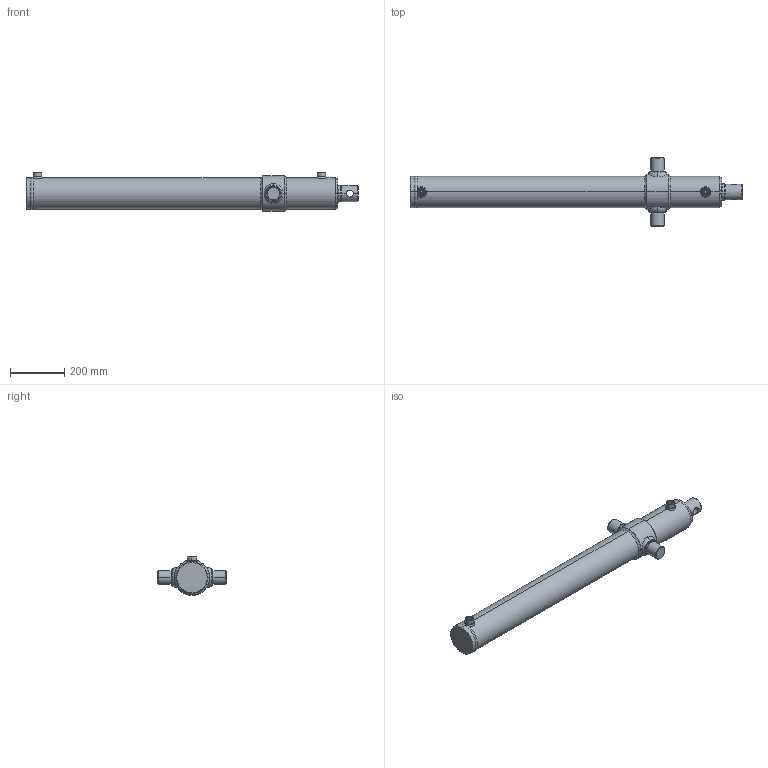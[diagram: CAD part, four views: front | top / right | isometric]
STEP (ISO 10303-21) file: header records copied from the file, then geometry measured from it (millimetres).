
FILE_DESCRIPTION (( 'STEP AP203' ), '1' );
FILE_NAME ('760100.1000T.STEP', '2014-09-02T08:26:15', ( '' ), ( '' ), 'SwSTEP 2.0', 'SolidWorks 2013', '' );
FILE_SCHEMA (( 'CONFIG_CONTROL_DESIGN' ));
Length unit declared in the file: millimetre
Products named in the file (1): 760100.1000T
Bounding box: 1219 x 250 x 143 mm (x, y, z)
Surface area: 740440.2 mm2 (no closed solid volume)
Topology: 0 solids, 18 shells, 102 faces, 245 edges, 154 vertices
Faces by surface type: cone 33, cylinder 33, plane 18, torus 18
Entity records: 3834 total; most frequent: CARTESIAN_POINT 1328, DIRECTION 582, ORIENTED_EDGE 422, AXIS2_PLACEMENT_3D 252, EDGE_CURVE 245, VERTEX_POINT 154, CIRCLE 149, EDGE_LOOP 113
